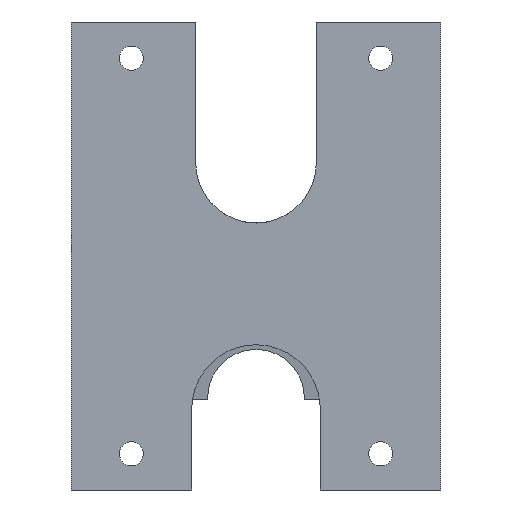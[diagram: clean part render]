
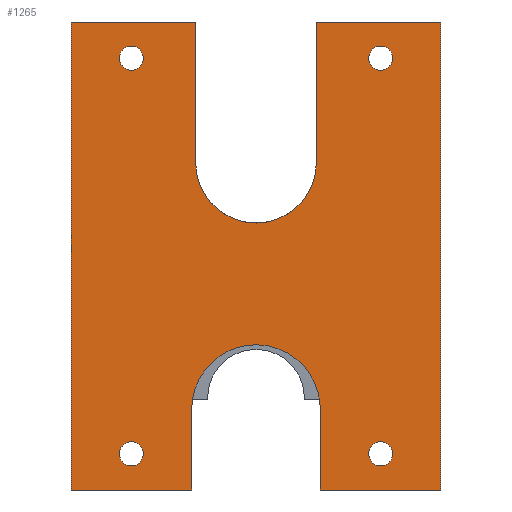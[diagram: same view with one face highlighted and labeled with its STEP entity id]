
A CAD part, front view. The second image highlights one B-rep face of the part: STEP entity #1265.
In plain terms, the highlighted planar face has unit normal (0, -1, 0).
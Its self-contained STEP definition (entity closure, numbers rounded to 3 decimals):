
#21=FACE_BOUND('',#398,.T.);
#22=FACE_BOUND('',#399,.T.);
#23=FACE_BOUND('',#400,.T.);
#24=FACE_BOUND('',#401,.T.);
#53=PLANE('',#1417);
#131=LINE('',#2143,#235);
#134=LINE('',#2148,#238);
#136=LINE('',#2152,#240);
#138=LINE('',#2156,#242);
#140=LINE('',#2159,#244);
#142=LINE('',#2164,#246);
#145=LINE('',#2170,#249);
#148=LINE('',#2176,#252);
#151=LINE('',#2182,#255);
#154=LINE('',#2187,#258);
#235=VECTOR('',#1697,1000.);
#238=VECTOR('',#1702,1000.);
#240=VECTOR('',#1706,1000.);
#242=VECTOR('',#1710,1000.);
#244=VECTOR('',#1714,1000.);
#246=VECTOR('',#1720,1000.);
#249=VECTOR('',#1725,1000.);
#252=VECTOR('',#1730,1000.);
#255=VECTOR('',#1735,1000.);
#258=VECTOR('',#1740,1000.);
#327=FACE_OUTER_BOUND('',#397,.T.);
#397=EDGE_LOOP('',(#1071,#1072,#1073,#1074,#1075,#1076,#1077,#1078,#1079,
#1080,#1081,#1082));
#398=EDGE_LOOP('',(#1083,#1084));
#399=EDGE_LOOP('',(#1085,#1086));
#400=EDGE_LOOP('',(#1087,#1088));
#401=EDGE_LOOP('',(#1089,#1090));
#484=CIRCLE('',#1363,7.5);
#486=CIRCLE('',#1367,1.5);
#487=CIRCLE('',#1368,1.5);
#490=CIRCLE('',#1372,1.5);
#491=CIRCLE('',#1373,1.5);
#494=CIRCLE('',#1377,1.5);
#495=CIRCLE('',#1378,1.5);
#498=CIRCLE('',#1382,1.5);
#499=CIRCLE('',#1383,1.5);
#507=ELLIPSE('',#1306,8.063,8.);
#517=VERTEX_POINT('',#1827);
#518=VERTEX_POINT('',#1828);
#572=VERTEX_POINT('',#1990);
#573=VERTEX_POINT('',#1992);
#579=VERTEX_POINT('',#2023);
#580=VERTEX_POINT('',#2025);
#583=VERTEX_POINT('',#2033);
#584=VERTEX_POINT('',#2035);
#587=VERTEX_POINT('',#2043);
#588=VERTEX_POINT('',#2045);
#591=VERTEX_POINT('',#2053);
#592=VERTEX_POINT('',#2055);
#621=VERTEX_POINT('',#2142);
#622=VERTEX_POINT('',#2147);
#623=VERTEX_POINT('',#2151);
#624=VERTEX_POINT('',#2155);
#625=VERTEX_POINT('',#2163);
#627=VERTEX_POINT('',#2169);
#629=VERTEX_POINT('',#2175);
#631=VERTEX_POINT('',#2181);
#649=EDGE_CURVE('',#517,#518,#507,.T.);
#712=EDGE_CURVE('',#573,#572,#484,.T.);
#719=EDGE_CURVE('',#580,#579,#486,.T.);
#720=EDGE_CURVE('',#579,#580,#487,.T.);
#724=EDGE_CURVE('',#583,#584,#490,.T.);
#725=EDGE_CURVE('',#584,#583,#491,.T.);
#729=EDGE_CURVE('',#587,#588,#494,.T.);
#730=EDGE_CURVE('',#588,#587,#495,.T.);
#734=EDGE_CURVE('',#592,#591,#498,.T.);
#735=EDGE_CURVE('',#591,#592,#499,.T.);
#781=EDGE_CURVE('',#573,#621,#131,.T.);
#784=EDGE_CURVE('',#621,#622,#134,.T.);
#786=EDGE_CURVE('',#623,#622,#136,.T.);
#788=EDGE_CURVE('',#624,#623,#138,.T.);
#790=EDGE_CURVE('',#624,#518,#140,.T.);
#792=EDGE_CURVE('',#625,#517,#142,.T.);
#795=EDGE_CURVE('',#627,#625,#145,.T.);
#798=EDGE_CURVE('',#627,#629,#148,.T.);
#801=EDGE_CURVE('',#629,#631,#151,.T.);
#804=EDGE_CURVE('',#572,#631,#154,.T.);
#1071=ORIENTED_EDGE('',*,*,#792,.T.);
#1072=ORIENTED_EDGE('',*,*,#649,.T.);
#1073=ORIENTED_EDGE('',*,*,#790,.F.);
#1074=ORIENTED_EDGE('',*,*,#788,.T.);
#1075=ORIENTED_EDGE('',*,*,#786,.T.);
#1076=ORIENTED_EDGE('',*,*,#784,.F.);
#1077=ORIENTED_EDGE('',*,*,#781,.F.);
#1078=ORIENTED_EDGE('',*,*,#712,.T.);
#1079=ORIENTED_EDGE('',*,*,#804,.T.);
#1080=ORIENTED_EDGE('',*,*,#801,.F.);
#1081=ORIENTED_EDGE('',*,*,#798,.F.);
#1082=ORIENTED_EDGE('',*,*,#795,.T.);
#1083=ORIENTED_EDGE('',*,*,#725,.F.);
#1084=ORIENTED_EDGE('',*,*,#724,.F.);
#1085=ORIENTED_EDGE('',*,*,#730,.F.);
#1086=ORIENTED_EDGE('',*,*,#729,.F.);
#1087=ORIENTED_EDGE('',*,*,#734,.T.);
#1088=ORIENTED_EDGE('',*,*,#735,.T.);
#1089=ORIENTED_EDGE('',*,*,#719,.T.);
#1090=ORIENTED_EDGE('',*,*,#720,.T.);
#1265=ADVANCED_FACE('',(#327,#21,#22,#23,#24),#53,.F.);
#1306=AXIS2_PLACEMENT_3D('',#1829,#1447,#1448);
#1363=AXIS2_PLACEMENT_3D('',#1993,#1571,#1572);
#1367=AXIS2_PLACEMENT_3D('',#2026,#1582,#1583);
#1368=AXIS2_PLACEMENT_3D('',#2027,#1584,#1585);
#1372=AXIS2_PLACEMENT_3D('',#2036,#1593,#1594);
#1373=AXIS2_PLACEMENT_3D('',#2037,#1595,#1596);
#1377=AXIS2_PLACEMENT_3D('',#2046,#1604,#1605);
#1378=AXIS2_PLACEMENT_3D('',#2047,#1606,#1607);
#1382=AXIS2_PLACEMENT_3D('',#2056,#1615,#1616);
#1383=AXIS2_PLACEMENT_3D('',#2057,#1617,#1618);
#1417=AXIS2_PLACEMENT_3D('',#2191,#1745,#1746);
#1447=DIRECTION('center_axis',(0.,1.,0.));
#1448=DIRECTION('ref_axis',(0.,0.,1.));
#1571=DIRECTION('center_axis',(0.,1.,0.));
#1572=DIRECTION('ref_axis',(0.,0.,1.));
#1582=DIRECTION('center_axis',(0.,1.,0.));
#1583=DIRECTION('ref_axis',(0.,0.,1.));
#1584=DIRECTION('center_axis',(0.,1.,0.));
#1585=DIRECTION('ref_axis',(0.,0.,1.));
#1593=DIRECTION('center_axis',(0.,-1.,0.));
#1594=DIRECTION('ref_axis',(0.,0.,1.));
#1595=DIRECTION('center_axis',(0.,-1.,0.));
#1596=DIRECTION('ref_axis',(0.,0.,1.));
#1604=DIRECTION('center_axis',(0.,-1.,0.));
#1605=DIRECTION('ref_axis',(0.,0.,1.));
#1606=DIRECTION('center_axis',(0.,-1.,0.));
#1607=DIRECTION('ref_axis',(0.,0.,1.));
#1615=DIRECTION('center_axis',(0.,1.,0.));
#1616=DIRECTION('ref_axis',(0.,0.,1.));
#1617=DIRECTION('center_axis',(0.,1.,0.));
#1618=DIRECTION('ref_axis',(0.,0.,1.));
#1697=DIRECTION('',(0.,0.,1.));
#1702=DIRECTION('',(1.,0.,0.));
#1706=DIRECTION('',(0.,0.,1.));
#1710=DIRECTION('',(1.,0.,0.));
#1714=DIRECTION('',(0.,0.,1.));
#1720=DIRECTION('',(0.,0.,1.));
#1725=DIRECTION('',(1.,0.,0.));
#1730=DIRECTION('',(0.,0.,1.));
#1735=DIRECTION('',(1.,0.,0.));
#1740=DIRECTION('',(0.,0.,1.));
#1745=DIRECTION('center_axis',(0.,1.,0.));
#1746=DIRECTION('ref_axis',(0.,0.,1.));
#1827=CARTESIAN_POINT('',(-8.,0.,-19.1));
#1828=CARTESIAN_POINT('',(8.,0.,-19.1));
#1829=CARTESIAN_POINT('Origin',(0.,0.,-19.1));
#1990=CARTESIAN_POINT('',(-7.5,0.,11.6));
#1992=CARTESIAN_POINT('',(7.5,0.,11.6));
#1993=CARTESIAN_POINT('Origin',(0.,0.,11.6));
#2023=CARTESIAN_POINT('',(15.5,0.,26.1));
#2025=CARTESIAN_POINT('',(15.5,0.,23.1));
#2026=CARTESIAN_POINT('Origin',(15.5,0.,24.6));
#2027=CARTESIAN_POINT('Origin',(15.5,0.,24.6));
#2033=CARTESIAN_POINT('',(15.5,0.,-23.1));
#2035=CARTESIAN_POINT('',(15.5,0.,-26.1));
#2036=CARTESIAN_POINT('Origin',(15.5,0.,-24.6));
#2037=CARTESIAN_POINT('Origin',(15.5,0.,-24.6));
#2043=CARTESIAN_POINT('',(-15.5,0.,26.1));
#2045=CARTESIAN_POINT('',(-15.5,0.,23.1));
#2046=CARTESIAN_POINT('Origin',(-15.5,0.,24.6));
#2047=CARTESIAN_POINT('Origin',(-15.5,0.,24.6));
#2053=CARTESIAN_POINT('',(-15.5,0.,-23.1));
#2055=CARTESIAN_POINT('',(-15.5,0.,-26.1));
#2056=CARTESIAN_POINT('Origin',(-15.5,0.,-24.6));
#2057=CARTESIAN_POINT('Origin',(-15.5,0.,-24.6));
#2142=CARTESIAN_POINT('',(7.5,0.,29.1));
#2143=CARTESIAN_POINT('',(7.5,0.,0.));
#2147=CARTESIAN_POINT('',(23.,0.,29.1));
#2148=CARTESIAN_POINT('',(0.,0.,29.1));
#2151=CARTESIAN_POINT('',(23.,0.,-29.1));
#2152=CARTESIAN_POINT('',(23.,0.,0.));
#2155=CARTESIAN_POINT('',(8.,0.,-29.1));
#2156=CARTESIAN_POINT('',(0.,0.,-29.1));
#2159=CARTESIAN_POINT('',(8.,0.,0.));
#2163=CARTESIAN_POINT('',(-8.,0.,-29.1));
#2164=CARTESIAN_POINT('',(-8.,0.,0.));
#2169=CARTESIAN_POINT('',(-23.,0.,-29.1));
#2170=CARTESIAN_POINT('',(0.,0.,-29.1));
#2175=CARTESIAN_POINT('',(-23.,0.,29.1));
#2176=CARTESIAN_POINT('',(-23.,0.,0.));
#2181=CARTESIAN_POINT('',(-7.5,0.,29.1));
#2182=CARTESIAN_POINT('',(0.,0.,29.1));
#2187=CARTESIAN_POINT('',(-7.5,0.,0.));
#2191=CARTESIAN_POINT('Origin',(0.,0.,0.));
